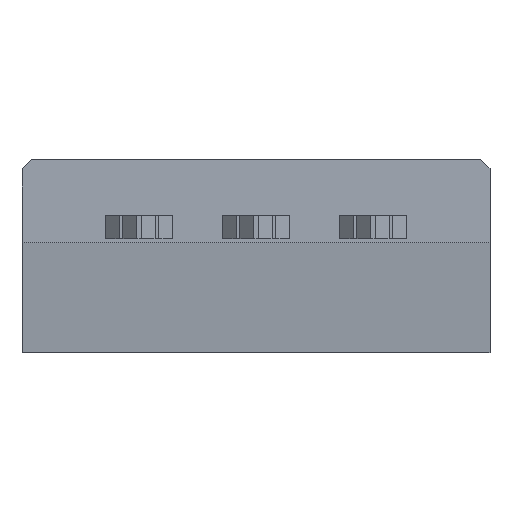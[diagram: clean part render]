
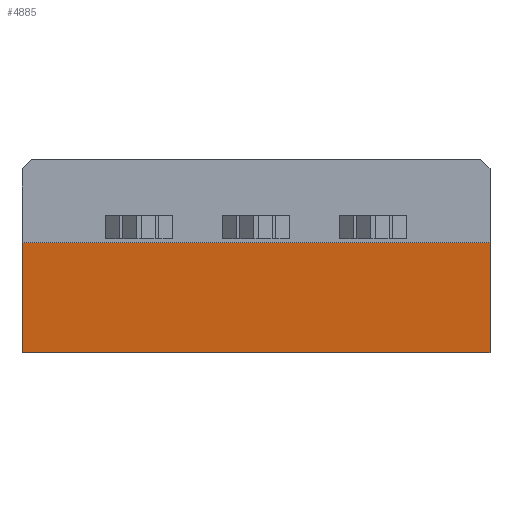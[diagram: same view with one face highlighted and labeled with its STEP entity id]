
A CAD part, front view. The second image highlights one B-rep face of the part: STEP entity #4885.
In plain terms, the highlighted planar face has unit normal (0, -0.994, -0.107).
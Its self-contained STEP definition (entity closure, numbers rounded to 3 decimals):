
#460 = PLANE ( 'NONE',  #1700 ) ;
#590 = ORIENTED_EDGE ( 'NONE', *, *, #3959, .F. ) ;
#595 = DIRECTION ( 'NONE',  ( 1., 0., 0. ) ) ;
#1049 = DIRECTION ( 'NONE',  ( 1., 0., 0. ) ) ;
#1075 = VECTOR ( 'NONE', #1791, 1000. ) ;
#1220 = CARTESIAN_POINT ( 'NONE',  ( -5.08, 0.258, 0. ) ) ;
#1232 = ORIENTED_EDGE ( 'NONE', *, *, #4306, .F. ) ;
#1422 = EDGE_CURVE ( 'NONE', #7099, #4151, #4361, .T. ) ;
#1700 = AXIS2_PLACEMENT_3D ( 'NONE', #2862, #7038, #3453 ) ;
#1791 = DIRECTION ( 'NONE',  ( 0., -0.107, 0.994 ) ) ;
#2058 = LINE ( 'NONE', #3556, #3461 ) ;
#2241 = ORIENTED_EDGE ( 'NONE', *, *, #1422, .T. ) ;
#2630 = CARTESIAN_POINT ( 'NONE',  ( -5.08, 0., 2.394 ) ) ;
#2774 = VECTOR ( 'NONE', #1049, 1000. ) ;
#2862 = CARTESIAN_POINT ( 'NONE',  ( 5.08, 0.258, 0. ) ) ;
#3227 = VECTOR ( 'NONE', #7416, 1000. ) ;
#3453 = DIRECTION ( 'NONE',  ( 0., -0.107, 0.994 ) ) ;
#3461 = VECTOR ( 'NONE', #595, 1000. ) ;
#3556 = CARTESIAN_POINT ( 'NONE',  ( 5.08, 0., 2.394 ) ) ;
#3839 = CARTESIAN_POINT ( 'NONE',  ( 5.08, 0.258, 0. ) ) ;
#3912 = CARTESIAN_POINT ( 'NONE',  ( -5.08, 0.258, 0. ) ) ;
#3959 = EDGE_CURVE ( 'NONE', #5330, #7591, #2058, .T. ) ;
#4151 = VERTEX_POINT ( 'NONE', #7320 ) ;
#4306 = EDGE_CURVE ( 'NONE', #7591, #4151, #4812, .T. ) ;
#4361 = LINE ( 'NONE', #6972, #2774 ) ;
#4749 = FACE_OUTER_BOUND ( 'NONE', #7474, .T. ) ;
#4812 = LINE ( 'NONE', #3839, #3227 ) ;
#4885 = ADVANCED_FACE ( 'NONE', ( #4749 ), #460, .F. ) ;
#5267 = CARTESIAN_POINT ( 'NONE',  ( 5.08, 0., 2.394 ) ) ;
#5330 = VERTEX_POINT ( 'NONE', #2630 ) ;
#6919 = EDGE_CURVE ( 'NONE', #7099, #5330, #7246, .T. ) ;
#6972 = CARTESIAN_POINT ( 'NONE',  ( 0., 0.258, 0. ) ) ;
#7038 = DIRECTION ( 'NONE',  ( 0., 0.994, 0.107 ) ) ;
#7098 = ORIENTED_EDGE ( 'NONE', *, *, #6919, .F. ) ;
#7099 = VERTEX_POINT ( 'NONE', #3912 ) ;
#7246 = LINE ( 'NONE', #1220, #1075 ) ;
#7320 = CARTESIAN_POINT ( 'NONE',  ( 5.08, 0.258, 0. ) ) ;
#7416 = DIRECTION ( 'NONE',  ( 0., 0.107, -0.994 ) ) ;
#7474 = EDGE_LOOP ( 'NONE', ( #2241, #1232, #590, #7098 ) ) ;
#7591 = VERTEX_POINT ( 'NONE', #5267 ) ;
